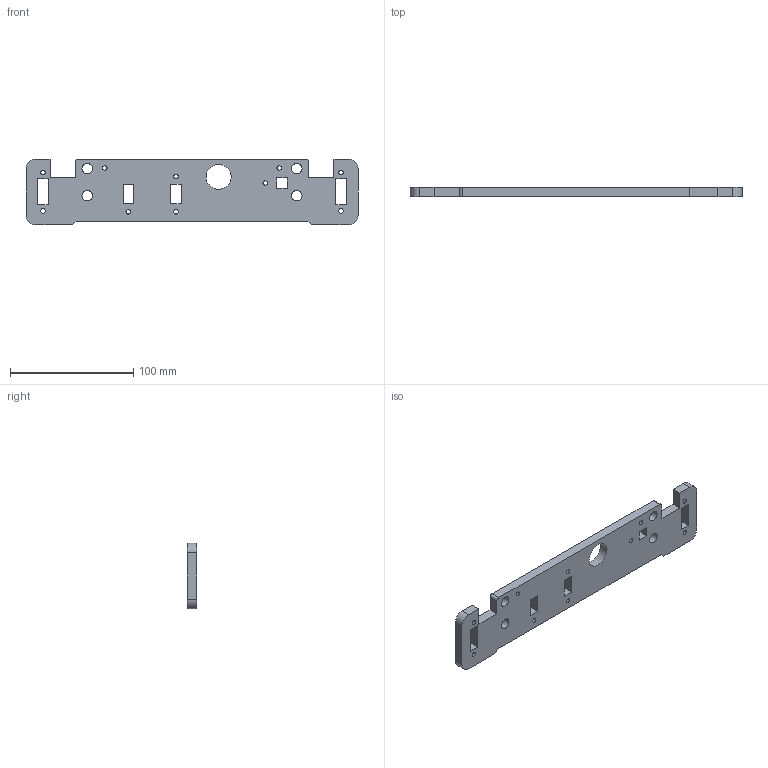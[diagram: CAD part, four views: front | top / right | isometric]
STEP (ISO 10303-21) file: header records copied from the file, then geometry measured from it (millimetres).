
FILE_DESCRIPTION(('FreeCAD Model'),'2;1');
FILE_NAME('Back-plate.step','2020-08-10T10:05:55',( 'Author'),(''),'Open CASCADE STEP processor 7.3','FreeCAD','Unknown' );
FILE_SCHEMA(('AUTOMOTIVE_DESIGN { 1 0 10303 214 1 1 1 1 }'));
Length unit declared in the file: millimetre
Products named in the file (1): back-plate
Bounding box: 269.36 x 7.7 x 53.5 mm (x, y, z)
Volume: 91122.4 mm3; surface area: 33086.8 mm2
Topology: 1 solids, 1 shells, 59 faces, 171 edges, 114 vertices
Faces by surface type: plane 38, cylinder 21
Full cylindrical faces by diameter (mm): 3.6 x10, 8.5 x4, 20.3 x1
Entity records: 2048 total; most frequent: CARTESIAN_POINT 345, ORIENTED_EDGE 342, DIRECTION 333, EDGE_CURVE 171, LINE 129, VECTOR 129, VERTEX_POINT 114, AXIS2_PLACEMENT_3D 102
